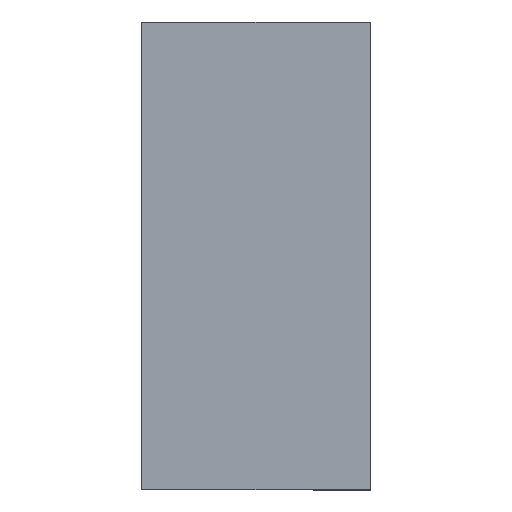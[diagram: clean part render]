
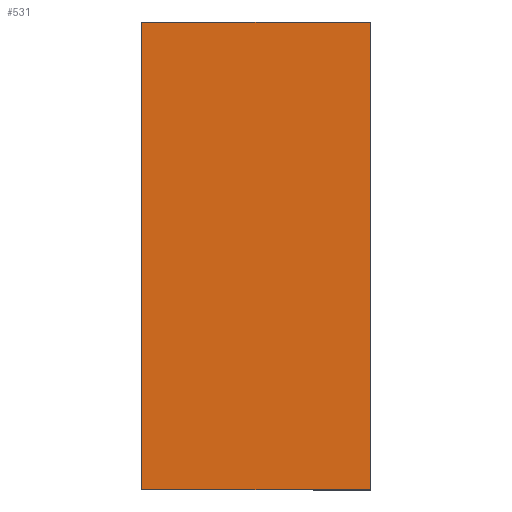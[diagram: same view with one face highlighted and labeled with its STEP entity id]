
A CAD part, top view. The second image highlights one B-rep face of the part: STEP entity #531.
In plain terms, the highlighted planar face has unit normal (0, 0, 1).
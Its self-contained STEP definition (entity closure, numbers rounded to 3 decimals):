
#523=AXIS2_PLACEMENT_3D('Plane Axis2P3D',#520,#521,#522) ;
#433=CARTESIAN_POINT('Vertex',(0.113,12.,3.135)) ;
#440=CARTESIAN_POINT('Vertex',(0.113,0.,3.135)) ;
#443=CARTESIAN_POINT('Line Origine',(0.113,6.,3.135)) ;
#464=CARTESIAN_POINT('Vertex',(5.963,0.,3.135)) ;
#467=CARTESIAN_POINT('Line Origine',(3.038,0.,3.135)) ;
#488=CARTESIAN_POINT('Vertex',(5.963,12.,3.135)) ;
#491=CARTESIAN_POINT('Line Origine',(5.963,6.,3.135)) ;
#508=CARTESIAN_POINT('Line Origine',(3.038,12.,3.135)) ;
#520=CARTESIAN_POINT('Axis2P3D Location',(3.038,6.,3.135)) ;
#444=DIRECTION('Vector Direction',(0.,-1.,0.)) ;
#468=DIRECTION('Vector Direction',(-1.,0.,0.)) ;
#492=DIRECTION('Vector Direction',(0.,1.,0.)) ;
#509=DIRECTION('Vector Direction',(1.,0.,0.)) ;
#521=DIRECTION('Axis2P3D Direction',(0.,0.,1.)) ;
#522=DIRECTION('Axis2P3D XDirection',(1.,0.,0.)) ;
#445=VECTOR('Line Direction',#444,1.) ;
#469=VECTOR('Line Direction',#468,1.) ;
#493=VECTOR('Line Direction',#492,1.) ;
#510=VECTOR('Line Direction',#509,1.) ;
#526=ORIENTED_EDGE('',*,*,#447,.T.) ;
#527=ORIENTED_EDGE('',*,*,#471,.T.) ;
#528=ORIENTED_EDGE('',*,*,#495,.T.) ;
#529=ORIENTED_EDGE('',*,*,#512,.T.) ;
#531=ADVANCED_FACE('S3D - gedreht',(#530),#524,.T.) ;
#447=EDGE_CURVE('',#434,#441,#446,.T.) ;
#471=EDGE_CURVE('',#441,#465,#470,.F.) ;
#495=EDGE_CURVE('',#465,#489,#494,.T.) ;
#512=EDGE_CURVE('',#489,#434,#511,.F.) ;
#525=EDGE_LOOP('',(#526,#527,#528,#529)) ;
#530=FACE_OUTER_BOUND('',#525,.T.) ;
#446=LINE('Line',#443,#445) ;
#470=LINE('Line',#467,#469) ;
#494=LINE('Line',#491,#493) ;
#511=LINE('Line',#508,#510) ;
#524=PLANE('',#523) ;
#434=VERTEX_POINT('',#433) ;
#441=VERTEX_POINT('',#440) ;
#465=VERTEX_POINT('',#464) ;
#489=VERTEX_POINT('',#488) ;
